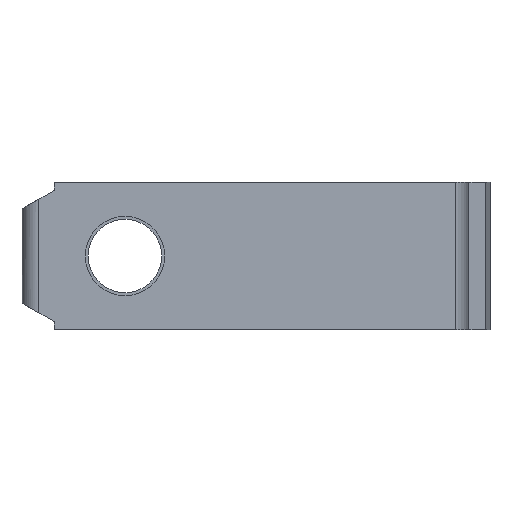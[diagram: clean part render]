
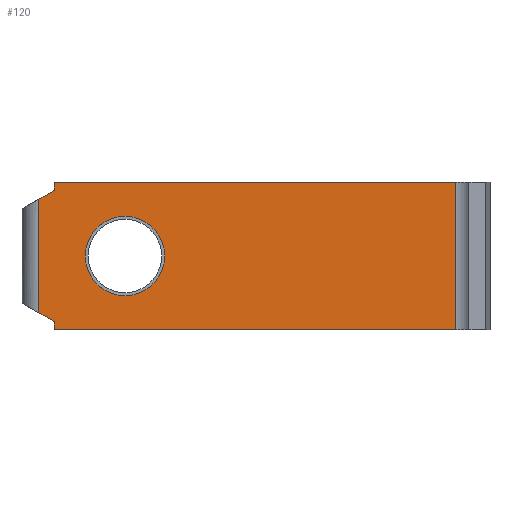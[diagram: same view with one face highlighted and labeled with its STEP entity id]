
A CAD part, front view. The second image highlights one B-rep face of the part: STEP entity #120.
In plain terms, the highlighted planar face has unit normal (0, -1, 0).
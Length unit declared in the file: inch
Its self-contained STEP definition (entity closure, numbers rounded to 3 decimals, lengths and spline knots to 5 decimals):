
#2 = FACE_BOUND ( 'NONE', #824, .T. ) ;
#18 = FACE_OUTER_BOUND ( 'NONE', #804, .T. ) ;
#120 = ADVANCED_FACE ( 'NONE', ( #2, #18 ), #1884, .F. ) ;
#123 = DIRECTION ( 'NONE',  ( 1., 0., 0. ) ) ;
#128 = VECTOR ( 'NONE', #1796, 39.37008 ) ;
#153 = ORIENTED_EDGE ( 'NONE', *, *, #509, .F. ) ;
#154 = CARTESIAN_POINT ( 'NONE',  ( 0., -0.02875, 0.125 ) ) ;
#158 = ORIENTED_EDGE ( 'NONE', *, *, #1376, .F. ) ;
#166 = ORIENTED_EDGE ( 'NONE', *, *, #2149, .T. ) ;
#177 = ORIENTED_EDGE ( 'NONE', *, *, #237, .T. ) ;
#193 = ORIENTED_EDGE ( 'NONE', *, *, #2187, .T. ) ;
#203 = ORIENTED_EDGE ( 'NONE', *, *, #1033, .T. ) ;
#213 = CARTESIAN_POINT ( 'NONE',  ( 0.70814, -0.02875, 0.125 ) ) ;
#215 = ORIENTED_EDGE ( 'NONE', *, *, #2245, .T. ) ;
#227 = ORIENTED_EDGE ( 'NONE', *, *, #1039, .T. ) ;
#228 = ORIENTED_EDGE ( 'NONE', *, *, #664, .F. ) ;
#235 = ORIENTED_EDGE ( 'NONE', *, *, #1784, .F. ) ;
#237 = EDGE_CURVE ( 'NONE', #1635, #721, #1966, .T. ) ;
#337 = VERTEX_POINT ( 'NONE', #839 ) ;
#472 = CARTESIAN_POINT ( 'NONE',  ( 0., -0.02875, -0.0966 ) ) ;
#487 = CIRCLE ( 'NONE', #1659, 0.0675 ) ;
#509 = EDGE_CURVE ( 'NONE', #1863, #1326, #487, .T. ) ;
#585 = VECTOR ( 'NONE', #886, 39.37008 ) ;
#636 = DIRECTION ( 'NONE',  ( 1., 0., 0. ) ) ;
#642 = VERTEX_POINT ( 'NONE', #1054 ) ;
#643 = CARTESIAN_POINT ( 'NONE',  ( 0., -0.02875, -0.125 ) ) ;
#664 = EDGE_CURVE ( 'NONE', #1778, #642, #1027, .T. ) ;
#668 = AXIS2_PLACEMENT_3D ( 'NONE', #1421, #1404, #1399 ) ;
#701 = VERTEX_POINT ( 'NONE', #828 ) ;
#716 = DIRECTION ( 'NONE',  ( 0.866, 0., -0.5 ) ) ;
#721 = VERTEX_POINT ( 'NONE', #758 ) ;
#749 = AXIS2_PLACEMENT_3D ( 'NONE', #2071, #1174, #1305 ) ;
#758 = CARTESIAN_POINT ( 'NONE',  ( 0., -0.02875, 0.0966 ) ) ;
#767 = VERTEX_POINT ( 'NONE', #472 ) ;
#772 = CARTESIAN_POINT ( 'NONE',  ( -0.09596, -0.02875, -0.0412 ) ) ;
#804 = EDGE_LOOP ( 'NONE', ( #166, #177, #193, #203, #215, #227, #228, #235 ) ) ;
#824 = EDGE_LOOP ( 'NONE', ( #153, #158 ) ) ;
#828 = CARTESIAN_POINT ( 'NONE',  ( 0.02625, -0.02875, 0.125 ) ) ;
#839 = CARTESIAN_POINT ( 'NONE',  ( 0.02625, -0.02875, -0.125 ) ) ;
#847 = CARTESIAN_POINT ( 'NONE',  ( 0.02625, -0.02875, 0.11175 ) ) ;
#876 = VECTOR ( 'NONE', #716, 39.37008 ) ;
#886 = DIRECTION ( 'NONE',  ( 0., 0., -1. ) ) ;
#901 = CARTESIAN_POINT ( 'NONE',  ( 0.02625, -0.02875, 0.125 ) ) ;
#990 = DIRECTION ( 'NONE',  ( 0., 0., -1. ) ) ;
#1010 = CARTESIAN_POINT ( 'NONE',  ( 0.70814, -0.02875, 0.125 ) ) ;
#1019 = VECTOR ( 'NONE', #1352, 39.37008 ) ;
#1027 = LINE ( 'NONE', #1010, #1919 ) ;
#1030 = VECTOR ( 'NONE', #2114, 39.37008 ) ;
#1033 = EDGE_CURVE ( 'NONE', #767, #1465, #1353, .T. ) ;
#1039 = EDGE_CURVE ( 'NONE', #337, #642, #1290, .T. ) ;
#1054 = CARTESIAN_POINT ( 'NONE',  ( 0.70814, -0.02875, -0.125 ) ) ;
#1174 = DIRECTION ( 'NONE',  ( 0., 1., 0. ) ) ;
#1257 = VECTOR ( 'NONE', #123, 39.37008 ) ;
#1288 = CARTESIAN_POINT ( 'NONE',  ( 0.02625, -0.02875, -0.11175 ) ) ;
#1290 = LINE ( 'NONE', #643, #1760 ) ;
#1305 = DIRECTION ( 'NONE',  ( -1., 0., 0. ) ) ;
#1326 = VERTEX_POINT ( 'NONE', #1699 ) ;
#1352 = DIRECTION ( 'NONE',  ( 0., 0., -1. ) ) ;
#1353 = LINE ( 'NONE', #772, #876 ) ;
#1356 = DIRECTION ( 'NONE',  ( 0., 0., -1. ) ) ;
#1364 = CARTESIAN_POINT ( 'NONE',  ( 0., -0.02875, 0.125 ) ) ;
#1376 = EDGE_CURVE ( 'NONE', #1326, #1863, #1976, .T. ) ;
#1399 = DIRECTION ( 'NONE',  ( 0., 0., -1. ) ) ;
#1404 = DIRECTION ( 'NONE',  ( 0., -1., 0. ) ) ;
#1416 = CARTESIAN_POINT ( 'NONE',  ( 0.14625, -0.02875, 0. ) ) ;
#1421 = CARTESIAN_POINT ( 'NONE',  ( 0.14625, -0.02875, 0. ) ) ;
#1424 = DIRECTION ( 'NONE',  ( 0., -1., 0. ) ) ;
#1430 = LINE ( 'NONE', #1807, #128 ) ;
#1465 = VERTEX_POINT ( 'NONE', #1288 ) ;
#1635 = VERTEX_POINT ( 'NONE', #847 ) ;
#1659 = AXIS2_PLACEMENT_3D ( 'NONE', #1416, #1424, #1356 ) ;
#1699 = CARTESIAN_POINT ( 'NONE',  ( 0.14625, -0.02875, 0.0675 ) ) ;
#1742 = CARTESIAN_POINT ( 'NONE',  ( 0.14625, -0.02875, -0.0675 ) ) ;
#1760 = VECTOR ( 'NONE', #636, 39.37008 ) ;
#1778 = VERTEX_POINT ( 'NONE', #213 ) ;
#1784 = EDGE_CURVE ( 'NONE', #701, #1778, #1790, .T. ) ;
#1788 = LINE ( 'NONE', #1364, #1019 ) ;
#1790 = LINE ( 'NONE', #154, #1257 ) ;
#1796 = DIRECTION ( 'NONE',  ( 0., 0., -1. ) ) ;
#1807 = CARTESIAN_POINT ( 'NONE',  ( 0.02625, -0.02875, 0.125 ) ) ;
#1863 = VERTEX_POINT ( 'NONE', #1742 ) ;
#1884 = PLANE ( 'NONE',  #749 ) ;
#1919 = VECTOR ( 'NONE', #990, 39.37008 ) ;
#1966 = LINE ( 'NONE', #2254, #1030 ) ;
#1973 = LINE ( 'NONE', #901, #585 ) ;
#1976 = CIRCLE ( 'NONE', #668, 0.0675 ) ;
#2071 = CARTESIAN_POINT ( 'NONE',  ( 0., -0.02875, 0.125 ) ) ;
#2114 = DIRECTION ( 'NONE',  ( -0.866, 0., -0.5 ) ) ;
#2149 = EDGE_CURVE ( 'NONE', #701, #1635, #1430, .T. ) ;
#2187 = EDGE_CURVE ( 'NONE', #721, #767, #1788, .T. ) ;
#2245 = EDGE_CURVE ( 'NONE', #1465, #337, #1973, .T. ) ;
#2254 = CARTESIAN_POINT ( 'NONE',  ( 0.0123, -0.02875, 0.1037 ) ) ;
